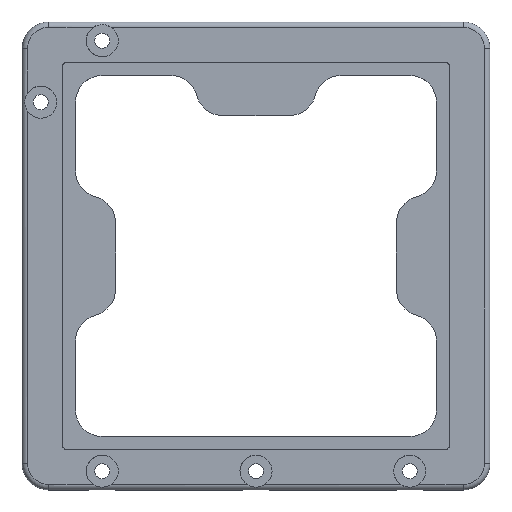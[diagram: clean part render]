
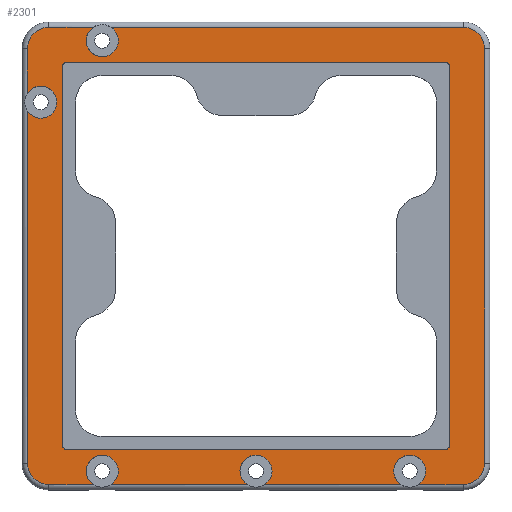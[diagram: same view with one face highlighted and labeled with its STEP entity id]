
A CAD part, top view. The second image highlights one B-rep face of the part: STEP entity #2301.
In plain terms, the highlighted planar face has unit normal (0, 0, 1).
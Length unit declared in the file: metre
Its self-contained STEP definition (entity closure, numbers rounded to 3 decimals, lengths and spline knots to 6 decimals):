
#121=CIRCLE('',#2532,0.00762);
#122=CIRCLE('',#2533,0.01016);
#123=CIRCLE('',#2534,0.00762);
#124=CIRCLE('',#2535,0.01016);
#125=CIRCLE('',#2536,0.00762);
#126=CIRCLE('',#2537,0.00762);
#127=CIRCLE('',#2538,0.00762);
#128=CIRCLE('',#2539,0.01016);
#129=CIRCLE('',#2540,0.01016);
#130=CIRCLE('',#2541,0.00254);
#131=CIRCLE('',#2542,0.00254);
#132=CIRCLE('',#2543,0.00254);
#133=CIRCLE('',#2544,0.00254);
#617=ORIENTED_EDGE('',*,*,#1203,.F.);
#618=ORIENTED_EDGE('',*,*,#1204,.T.);
#619=ORIENTED_EDGE('',*,*,#1205,.T.);
#620=ORIENTED_EDGE('',*,*,#1206,.T.);
#621=ORIENTED_EDGE('',*,*,#1207,.F.);
#622=ORIENTED_EDGE('',*,*,#1208,.T.);
#623=ORIENTED_EDGE('',*,*,#1209,.T.);
#624=ORIENTED_EDGE('',*,*,#1210,.T.);
#625=ORIENTED_EDGE('',*,*,#1211,.F.);
#626=ORIENTED_EDGE('',*,*,#1212,.T.);
#627=ORIENTED_EDGE('',*,*,#1213,.F.);
#628=ORIENTED_EDGE('',*,*,#1214,.T.);
#629=ORIENTED_EDGE('',*,*,#1215,.F.);
#630=ORIENTED_EDGE('',*,*,#1216,.T.);
#631=ORIENTED_EDGE('',*,*,#1217,.T.);
#632=ORIENTED_EDGE('',*,*,#1218,.T.);
#633=ORIENTED_EDGE('',*,*,#1219,.T.);
#634=ORIENTED_EDGE('',*,*,#1220,.T.);
#635=ORIENTED_EDGE('',*,*,#1012,.F.);
#636=ORIENTED_EDGE('',*,*,#1221,.T.);
#637=ORIENTED_EDGE('',*,*,#1010,.T.);
#638=ORIENTED_EDGE('',*,*,#1222,.T.);
#639=ORIENTED_EDGE('',*,*,#1020,.T.);
#640=ORIENTED_EDGE('',*,*,#1223,.T.);
#641=ORIENTED_EDGE('',*,*,#1016,.F.);
#642=ORIENTED_EDGE('',*,*,#1224,.T.);
#1010=EDGE_CURVE('',#1356,#1355,#1566,.T.);
#1012=EDGE_CURVE('',#1357,#1358,#1568,.T.);
#1016=EDGE_CURVE('',#1361,#1362,#1572,.T.);
#1020=EDGE_CURVE('',#1365,#1366,#1576,.T.);
#1203=EDGE_CURVE('',#1499,#1500,#121,.T.);
#1204=EDGE_CURVE('',#1499,#1501,#1689,.T.);
#1205=EDGE_CURVE('',#1501,#1502,#122,.T.);
#1206=EDGE_CURVE('',#1502,#1503,#1690,.T.);
#1207=EDGE_CURVE('',#1504,#1503,#123,.T.);
#1208=EDGE_CURVE('',#1504,#1505,#1691,.T.);
#1209=EDGE_CURVE('',#1505,#1506,#124,.T.);
#1210=EDGE_CURVE('',#1506,#1507,#1692,.F.);
#1211=EDGE_CURVE('',#1508,#1507,#125,.T.);
#1212=EDGE_CURVE('',#1508,#1509,#1693,.F.);
#1213=EDGE_CURVE('',#1510,#1509,#126,.T.);
#1214=EDGE_CURVE('',#1510,#1511,#1694,.F.);
#1215=EDGE_CURVE('',#1512,#1511,#127,.T.);
#1216=EDGE_CURVE('',#1512,#1513,#1695,.F.);
#1217=EDGE_CURVE('',#1513,#1514,#128,.T.);
#1218=EDGE_CURVE('',#1514,#1515,#1696,.F.);
#1219=EDGE_CURVE('',#1515,#1516,#129,.T.);
#1220=EDGE_CURVE('',#1516,#1500,#1697,.T.);
#1221=EDGE_CURVE('',#1357,#1356,#130,.F.);
#1222=EDGE_CURVE('',#1355,#1365,#131,.F.);
#1223=EDGE_CURVE('',#1366,#1362,#132,.F.);
#1224=EDGE_CURVE('',#1361,#1358,#133,.F.);
#1355=VERTEX_POINT('',#3584);
#1356=VERTEX_POINT('',#3586);
#1357=VERTEX_POINT('',#3590);
#1358=VERTEX_POINT('',#3591);
#1361=VERTEX_POINT('',#3599);
#1362=VERTEX_POINT('',#3600);
#1365=VERTEX_POINT('',#3608);
#1366=VERTEX_POINT('',#3609);
#1499=VERTEX_POINT('',#3968);
#1500=VERTEX_POINT('',#3969);
#1501=VERTEX_POINT('',#3971);
#1502=VERTEX_POINT('',#3973);
#1503=VERTEX_POINT('',#3975);
#1504=VERTEX_POINT('',#3977);
#1505=VERTEX_POINT('',#3979);
#1506=VERTEX_POINT('',#3981);
#1507=VERTEX_POINT('',#3983);
#1508=VERTEX_POINT('',#3985);
#1509=VERTEX_POINT('',#3987);
#1510=VERTEX_POINT('',#3989);
#1511=VERTEX_POINT('',#3991);
#1512=VERTEX_POINT('',#3993);
#1513=VERTEX_POINT('',#3995);
#1514=VERTEX_POINT('',#3997);
#1515=VERTEX_POINT('',#3999);
#1516=VERTEX_POINT('',#4001);
#1566=LINE('',#3585,#1742);
#1568=LINE('',#3589,#1744);
#1572=LINE('',#3598,#1748);
#1576=LINE('',#3607,#1752);
#1689=LINE('',#3970,#1865);
#1690=LINE('',#3974,#1866);
#1691=LINE('',#3978,#1867);
#1692=LINE('',#3982,#1868);
#1693=LINE('',#3986,#1869);
#1694=LINE('',#3990,#1870);
#1695=LINE('',#3994,#1871);
#1696=LINE('',#3998,#1872);
#1697=LINE('',#4002,#1873);
#1742=VECTOR('',#2777,1.);
#1744=VECTOR('',#2781,1.);
#1748=VECTOR('',#2787,1.);
#1752=VECTOR('',#2793,1.);
#1865=VECTOR('',#3134,1.);
#1866=VECTOR('',#3137,1.);
#1867=VECTOR('',#3140,1.);
#1868=VECTOR('',#3143,1.);
#1869=VECTOR('',#3146,1.);
#1870=VECTOR('',#3149,1.);
#1871=VECTOR('',#3152,1.);
#1872=VECTOR('',#3155,1.);
#1873=VECTOR('',#3158,1.);
#1947=EDGE_LOOP('',(#617,#618,#619,#620,#621,#622,#623,#624,#625,#626,#627,
#628,#629,#630,#631,#632,#633,#634));
#1948=EDGE_LOOP('',(#635,#636,#637,#638,#639,#640,#641,#642));
#2107=FACE_BOUND('',#1947,.T.);
#2108=FACE_BOUND('',#1948,.T.);
#2240=PLANE('',#2531);
#2301=ADVANCED_FACE('',(#2107,#2108),#2240,.T.);
#2531=AXIS2_PLACEMENT_3D('',#3966,#3130,#3131);
#2532=AXIS2_PLACEMENT_3D('',#3967,#3132,#3133);
#2533=AXIS2_PLACEMENT_3D('',#3972,#3135,#3136);
#2534=AXIS2_PLACEMENT_3D('',#3976,#3138,#3139);
#2535=AXIS2_PLACEMENT_3D('',#3980,#3141,#3142);
#2536=AXIS2_PLACEMENT_3D('',#3984,#3144,#3145);
#2537=AXIS2_PLACEMENT_3D('',#3988,#3147,#3148);
#2538=AXIS2_PLACEMENT_3D('',#3992,#3150,#3151);
#2539=AXIS2_PLACEMENT_3D('',#3996,#3153,#3154);
#2540=AXIS2_PLACEMENT_3D('',#4000,#3156,#3157);
#2541=AXIS2_PLACEMENT_3D('',#4003,#3159,#3160);
#2542=AXIS2_PLACEMENT_3D('',#4004,#3161,#3162);
#2543=AXIS2_PLACEMENT_3D('',#4005,#3163,#3164);
#2544=AXIS2_PLACEMENT_3D('',#4006,#3165,#3166);
#2777=DIRECTION('',(0.,-1.,0.));
#2781=DIRECTION('',(-1.,0.,0.));
#2787=DIRECTION('',(0.,-1.,0.));
#2793=DIRECTION('',(-1.,0.,0.));
#3130=DIRECTION('',(0.,0.,1.));
#3131=DIRECTION('',(1.,0.,0.));
#3132=DIRECTION('',(0.,0.,1.));
#3133=DIRECTION('',(1.,0.,0.));
#3134=DIRECTION('',(-1.,0.,0.));
#3135=DIRECTION('',(0.,0.,1.));
#3136=DIRECTION('',(1.,0.,0.));
#3137=DIRECTION('',(0.,-1.,0.));
#3138=DIRECTION('',(0.,0.,1.));
#3139=DIRECTION('',(1.,0.,0.));
#3140=DIRECTION('',(0.,-1.,0.));
#3141=DIRECTION('',(0.,0.,1.));
#3142=DIRECTION('',(1.,0.,0.));
#3143=DIRECTION('',(-1.,0.,0.));
#3144=DIRECTION('',(0.,0.,1.));
#3145=DIRECTION('',(1.,0.,0.));
#3146=DIRECTION('',(-1.,0.,0.));
#3147=DIRECTION('',(0.,0.,1.));
#3148=DIRECTION('',(1.,0.,0.));
#3149=DIRECTION('',(-1.,0.,0.));
#3150=DIRECTION('',(0.,0.,1.));
#3151=DIRECTION('',(1.,0.,0.));
#3152=DIRECTION('',(-1.,0.,0.));
#3153=DIRECTION('',(0.,0.,1.));
#3154=DIRECTION('',(1.,0.,0.));
#3155=DIRECTION('',(0.,-1.,0.));
#3156=DIRECTION('',(0.,0.,1.));
#3157=DIRECTION('',(1.,0.,0.));
#3158=DIRECTION('',(-1.,0.,0.));
#3159=DIRECTION('',(0.,0.,1.));
#3160=DIRECTION('',(1.,0.,0.));
#3161=DIRECTION('',(0.,0.,1.));
#3162=DIRECTION('',(1.,0.,0.));
#3163=DIRECTION('',(0.,0.,1.));
#3164=DIRECTION('',(1.,0.,0.));
#3165=DIRECTION('',(0.,0.,1.));
#3166=DIRECTION('',(1.,0.,0.));
#3584=CARTESIAN_POINT('',(0.092139,-0.089599,0.03175));
#3585=CARTESIAN_POINT('',(0.092139,0.,0.03175));
#3586=CARTESIAN_POINT('',(0.092139,0.089599,0.03175));
#3589=CARTESIAN_POINT('',(0.,0.092139,0.03175));
#3590=CARTESIAN_POINT('',(0.089599,0.092139,0.03175));
#3591=CARTESIAN_POINT('',(-0.089599,0.092139,0.03175));
#3598=CARTESIAN_POINT('',(-0.092139,0.,0.03175));
#3599=CARTESIAN_POINT('',(-0.092139,0.089599,0.03175));
#3600=CARTESIAN_POINT('',(-0.092139,-0.089599,0.03175));
#3607=CARTESIAN_POINT('',(0.,-0.092139,0.03175));
#3608=CARTESIAN_POINT('',(0.089599,-0.092139,0.03175));
#3609=CARTESIAN_POINT('',(-0.089599,-0.092139,0.03175));
#3966=CARTESIAN_POINT('',(0.,0.,0.03175));
#3967=CARTESIAN_POINT('',(-0.073089,0.102299,0.03175));
#3968=CARTESIAN_POINT('',(-0.077301,0.108649,0.03175));
#3969=CARTESIAN_POINT('',(-0.068876,0.108649,0.03175));
#3970=CARTESIAN_POINT('',(-0.098489,0.108649,0.03175));
#3971=CARTESIAN_POINT('',(-0.098489,0.108649,0.03175));
#3972=CARTESIAN_POINT('',(-0.098489,0.098489,0.03175));
#3973=CARTESIAN_POINT('',(-0.108649,0.098489,0.03175));
#3974=CARTESIAN_POINT('',(-0.108649,-0.098489,0.03175));
#3975=CARTESIAN_POINT('',(-0.108649,0.077301,0.03175));
#3976=CARTESIAN_POINT('',(-0.102299,0.073089,0.03175));
#3977=CARTESIAN_POINT('',(-0.108649,0.068876,0.03175));
#3978=CARTESIAN_POINT('',(-0.108649,-0.098489,0.03175));
#3979=CARTESIAN_POINT('',(-0.108649,-0.098489,0.03175));
#3980=CARTESIAN_POINT('',(-0.098489,-0.098489,0.03175));
#3981=CARTESIAN_POINT('',(-0.098489,-0.108649,0.03175));
#3982=CARTESIAN_POINT('',(0.,-0.108649,0.03175));
#3983=CARTESIAN_POINT('',(-0.077301,-0.108649,0.03175));
#3984=CARTESIAN_POINT('',(-0.073089,-0.102299,0.03175));
#3985=CARTESIAN_POINT('',(-0.068876,-0.108649,0.03175));
#3986=CARTESIAN_POINT('',(0.,-0.108649,0.03175));
#3987=CARTESIAN_POINT('',(-0.004212,-0.108649,0.03175));
#3988=CARTESIAN_POINT('',(0.,-0.102299,0.03175));
#3989=CARTESIAN_POINT('',(0.004212,-0.108649,0.03175));
#3990=CARTESIAN_POINT('',(0.,-0.108649,0.03175));
#3991=CARTESIAN_POINT('',(0.068876,-0.108649,0.03175));
#3992=CARTESIAN_POINT('',(0.073089,-0.102299,0.03175));
#3993=CARTESIAN_POINT('',(0.077301,-0.108649,0.03175));
#3994=CARTESIAN_POINT('',(0.,-0.108649,0.03175));
#3995=CARTESIAN_POINT('',(0.098489,-0.108649,0.03175));
#3996=CARTESIAN_POINT('',(0.098489,-0.098489,0.03175));
#3997=CARTESIAN_POINT('',(0.108649,-0.098489,0.03175));
#3998=CARTESIAN_POINT('',(0.108649,0.,0.03175));
#3999=CARTESIAN_POINT('',(0.108649,0.098489,0.03175));
#4000=CARTESIAN_POINT('',(0.098489,0.098489,0.03175));
#4001=CARTESIAN_POINT('',(0.098489,0.108649,0.03175));
#4002=CARTESIAN_POINT('',(-0.098489,0.108649,0.03175));
#4003=CARTESIAN_POINT('',(0.089599,0.089599,0.03175));
#4004=CARTESIAN_POINT('',(0.089599,-0.089599,0.03175));
#4005=CARTESIAN_POINT('',(-0.089599,-0.089599,0.03175));
#4006=CARTESIAN_POINT('',(-0.089599,0.089599,0.03175));
